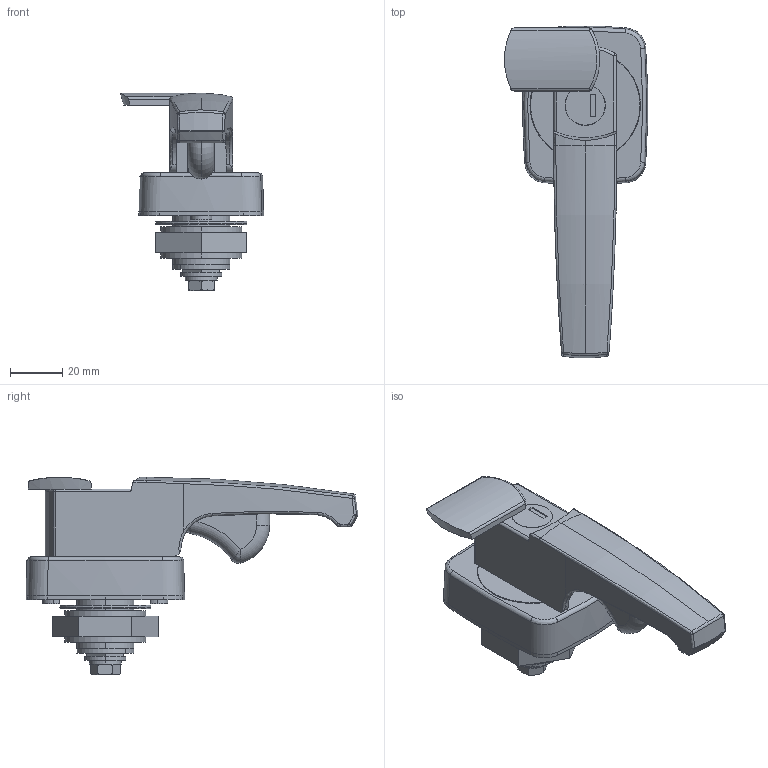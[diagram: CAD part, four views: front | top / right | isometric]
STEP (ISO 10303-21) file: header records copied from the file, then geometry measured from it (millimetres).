
FILE_DESCRIPTION (( 'STEP AP203' ), '1' );
FILE_NAME ('A-130-3-1-TAK60.STEP', '2020-01-31T08:17:59', ( '' ), ( '' ), 'SwSTEP 2.0', 'SolidWorks 2018', '' );
FILE_SCHEMA (( 'CONFIG_CONTROL_DESIGN' ));
Length unit declared in the file: millimetre
Products named in the file (13): A-130-3-1-TAK60_ベース_; A-130-3-1-TAK60; A-130-3-1-TAK60_トリガー_; A-130-3-1-TAK60_平座金_; A-130-3-1-TAK60_歯付座金_; A-130-3-1-TAK60_パッキン_; A-130-3-1-TAK60_ダミーローター__#TAK60-4-0_; A-130-3-1-TAK60_ハンドル_; A-130-3-1-TAK60_十字穴付小ねじ_内径基準ver1.02__M3x5十字穴付なべ小ねじ(SUS)平シングルセムス(P1); A-130-3-1-TAK60_フタ_; A-130-3-1-TAK60_スペーサー_; A-130-3-1-TAK60_六角ボルト_内径基準ver1.03__M6x12十字穴付六角ボルト(SUS)SWシングルセムス(P2); A-130-3-1-TAK60_ナット_
Assembly tree (12 placements, depth 2):
  A-130-3-1-TAK60
    A-130-3-1-TAK60_ベース_
    A-130-3-1-TAK60_ハンドル_
    A-130-3-1-TAK60_フタ_
    A-130-3-1-TAK60_トリガー_
    A-130-3-1-TAK60_ナット_
    A-130-3-1-TAK60_パッキン_
    A-130-3-1-TAK60_歯付座金_
    A-130-3-1-TAK60_ダミーローター__#TAK60-4-0_
    A-130-3-1-TAK60_十字穴付小ねじ_内径基準ver1.02__M3x5十字穴付なべ小ねじ(SUS)平シングルセムス(P1)
    A-130-3-1-TAK60_六角ボルト_内径基準ver1.03__M6x12十字穴付六角ボルト(SUS)SWシングルセムス(P2)
    A-130-3-1-TAK60_平座金_
    A-130-3-1-TAK60_スペーサー_
Bounding box: 54.91 x 127.29 x 75.7 mm (x, y, z)
Volume: 90766.3 mm3; surface area: 52285.5 mm2
Topology: 12 solids, 12 shells, 659 faces, 1657 edges, 1039 vertices
Faces by surface type: plane 255, cylinder 190, bspline 89, cone 76, torus 33, sphere 16
Entity records: 25234 total; most frequent: CARTESIAN_POINT 8717, ORIENTED_EDGE 3286, DIRECTION 3038, EDGE_CURVE 1643, AXIS2_PLACEMENT_3D 1184, VERTEX_POINT 1039, EDGE_LOOP 704, VECTOR 670
